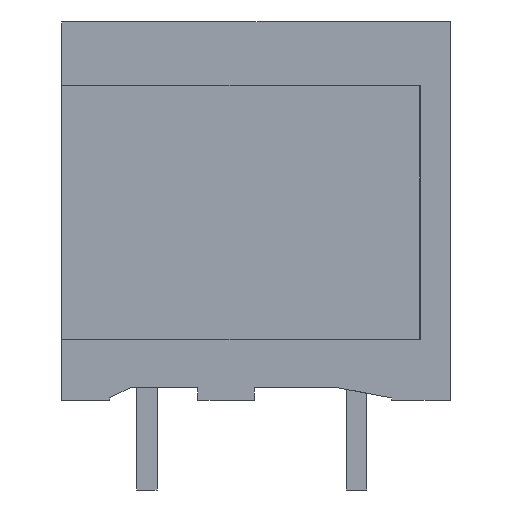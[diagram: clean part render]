
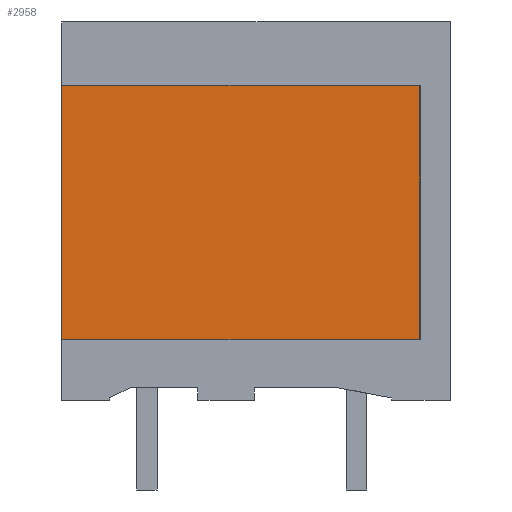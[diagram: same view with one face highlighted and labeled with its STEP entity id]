
A CAD part, left-side view. The second image highlights one B-rep face of the part: STEP entity #2958.
In plain terms, the highlighted planar face has unit normal (-1, 0, 0).
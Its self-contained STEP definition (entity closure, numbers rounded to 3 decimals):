
#2950=AXIS2_PLACEMENT_3D('Plane Axis2P3D',#2947,#2948,#2949) ;
#40=CARTESIAN_POINT('Vertex',(1.1,15.2,15.8)) ;
#45=CARTESIAN_POINT('Line Origine',(1.1,8.2,15.8)) ;
#49=CARTESIAN_POINT('Vertex',(1.1,1.2,15.8)) ;
#88=CARTESIAN_POINT('Vertex',(1.1,15.2,5.9)) ;
#91=CARTESIAN_POINT('Line Origine',(1.1,15.2,10.85)) ;
#298=CARTESIAN_POINT('Line Origine',(1.1,8.2,5.9)) ;
#302=CARTESIAN_POINT('Vertex',(1.1,1.2,5.9)) ;
#328=CARTESIAN_POINT('Line Origine',(1.1,1.2,10.85)) ;
#2947=CARTESIAN_POINT('Axis2P3D Location',(1.1,4.47,3.5)) ;
#46=DIRECTION('Vector Direction',(0.,-1.,0.)) ;
#92=DIRECTION('Vector Direction',(0.,0.,-1.)) ;
#299=DIRECTION('Vector Direction',(0.,1.,0.)) ;
#329=DIRECTION('Vector Direction',(0.,0.,1.)) ;
#2948=DIRECTION('Axis2P3D Direction',(-1.,0.,0.)) ;
#2949=DIRECTION('Axis2P3D XDirection',(0.,-1.,0.)) ;
#47=VECTOR('Line Direction',#46,1.) ;
#93=VECTOR('Line Direction',#92,1.) ;
#300=VECTOR('Line Direction',#299,1.) ;
#330=VECTOR('Line Direction',#329,1.) ;
#2953=ORIENTED_EDGE('',*,*,#51,.T.) ;
#2954=ORIENTED_EDGE('',*,*,#95,.T.) ;
#2955=ORIENTED_EDGE('',*,*,#304,.T.) ;
#2956=ORIENTED_EDGE('',*,*,#332,.T.) ;
#2958=ADVANCED_FACE('Housing LMFS.1\\Model',(#2957),#2951,.T.) ;
#51=EDGE_CURVE('',#50,#41,#48,.F.) ;
#95=EDGE_CURVE('',#41,#89,#94,.T.) ;
#304=EDGE_CURVE('',#89,#303,#301,.F.) ;
#332=EDGE_CURVE('',#303,#50,#331,.T.) ;
#2952=EDGE_LOOP('',(#2953,#2954,#2955,#2956)) ;
#2957=FACE_OUTER_BOUND('',#2952,.T.) ;
#48=LINE('Line',#45,#47) ;
#94=LINE('Line',#91,#93) ;
#301=LINE('Line',#298,#300) ;
#331=LINE('Line',#328,#330) ;
#2951=PLANE('',#2950) ;
#41=VERTEX_POINT('',#40) ;
#50=VERTEX_POINT('',#49) ;
#89=VERTEX_POINT('',#88) ;
#303=VERTEX_POINT('',#302) ;
